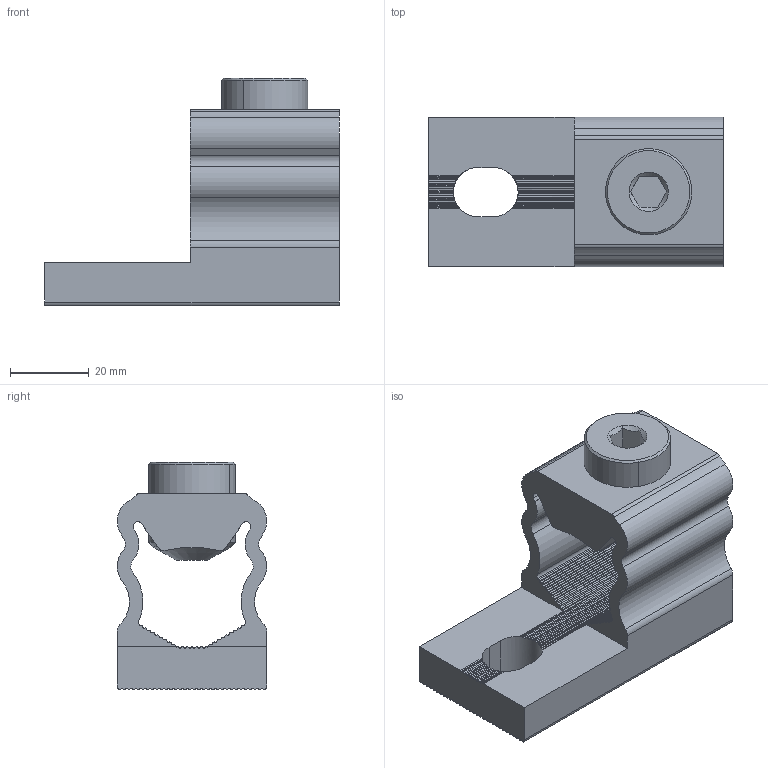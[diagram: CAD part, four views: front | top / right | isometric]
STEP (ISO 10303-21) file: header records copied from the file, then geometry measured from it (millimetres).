
FILE_DESCRIPTION(('Creo Elements/Direct Modeling STEP Export'),'2;1');
FILE_NAME('VC02-0148_OT_1x300.stp','2025-08-20T15:04:15',(''),(''),'Creo Elements/Direct Modeling STEP processor for AP214 (Solid Model)','Creo Elements/Direct Modeling 20.6A 14-Oct-2023 (C) Parametric Technology GmbH','');
FILE_SCHEMA(('AUTOMOTIVE_DESIGN { 1 0 10303 214 1 1 1 1 }'));
Length unit declared in the file: millimetre
Products named in the file (1): Liitinrunko OT 1x300
Bounding box: 75 x 38.08 x 57.97 mm (x, y, z)
Volume: 58923.3 mm3; surface area: 18839.1 mm2
Topology: 1 solids, 1 shells, 373 faces, 1112 edges, 740 vertices
Faces by surface type: cylinder 192, plane 173, cone 8
Entity records: 16297 total; most frequent: CARTESIAN_POINT 6534, ORIENTED_EDGE 2224, DIRECTION 1901, EDGE_CURVE 1112, VERTEX_POINT 740, AXIS2_PLACEMENT_3D 679, VECTOR 543, LINE 543
